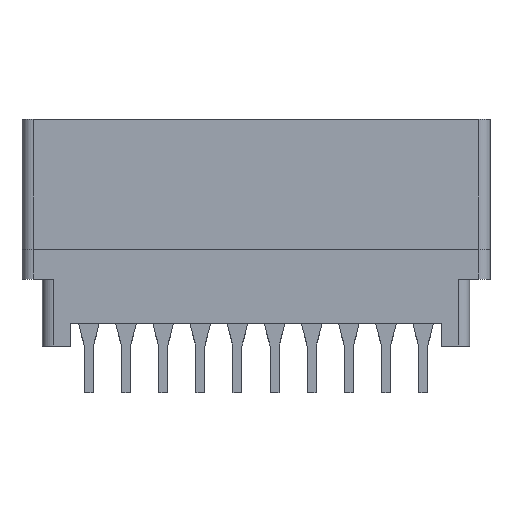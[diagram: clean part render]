
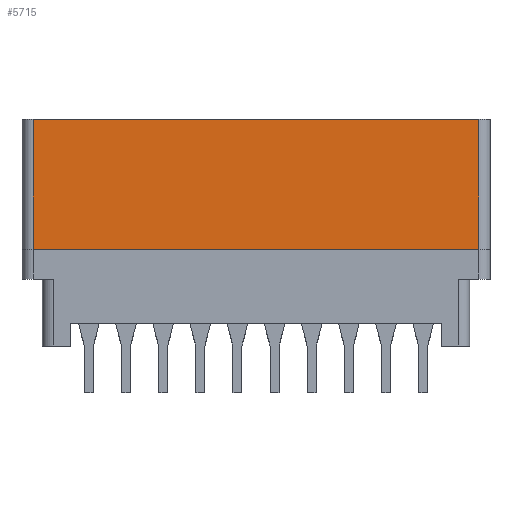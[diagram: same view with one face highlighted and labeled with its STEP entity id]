
A CAD part, top view. The second image highlights one B-rep face of the part: STEP entity #5715.
In plain terms, the highlighted planar face has unit normal (0, 0, 1).
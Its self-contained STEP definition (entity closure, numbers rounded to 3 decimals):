
#35 = CARTESIAN_POINT ( 'NONE',  ( -15.24, 15.494, 4.674 ) ) ;
#133 = LINE ( 'NONE', #2277, #4395 ) ;
#134 = ORIENTED_EDGE ( 'NONE', *, *, #3126, .T. ) ;
#138 = EDGE_CURVE ( 'NONE', #7745, #7389, #7906, .T. ) ;
#330 = CARTESIAN_POINT ( 'NONE',  ( 15.24, 6.604, 4.674 ) ) ;
#491 = DIRECTION ( 'NONE',  ( 0., 1., 0. ) ) ;
#1197 = CARTESIAN_POINT ( 'NONE',  ( 15.24, 15.494, 4.674 ) ) ;
#1416 = VERTEX_POINT ( 'NONE', #7305 ) ;
#1442 = LINE ( 'NONE', #7360, #7514 ) ;
#1741 = AXIS2_PLACEMENT_3D ( 'NONE', #8345, #3234, #6173 ) ;
#1992 = VERTEX_POINT ( 'NONE', #9072 ) ;
#2095 = DIRECTION ( 'NONE',  ( 0., -1., 0. ) ) ;
#2277 = CARTESIAN_POINT ( 'NONE',  ( -16.002, 6.604, 4.674 ) ) ;
#2802 = ORIENTED_EDGE ( 'NONE', *, *, #4528, .T. ) ;
#2984 = VECTOR ( 'NONE', #491, 1000. ) ;
#3042 = PLANE ( 'NONE',  #1741 ) ;
#3126 = EDGE_CURVE ( 'NONE', #7389, #1992, #1442, .T. ) ;
#3234 = DIRECTION ( 'NONE',  ( 0., 0., 1. ) ) ;
#3865 = FACE_OUTER_BOUND ( 'NONE', #8232, .T. ) ;
#4070 = CARTESIAN_POINT ( 'NONE',  ( 15.24, 15.494, 4.674 ) ) ;
#4395 = VECTOR ( 'NONE', #7296, 1000. ) ;
#4528 = EDGE_CURVE ( 'NONE', #1416, #7745, #133, .T. ) ;
#5715 = ADVANCED_FACE ( 'NONE', ( #3865 ), #3042, .T. ) ;
#5764 = LINE ( 'NONE', #35, #5900 ) ;
#5900 = VECTOR ( 'NONE', #2095, 1000. ) ;
#6010 = DIRECTION ( 'NONE',  ( -1., 0., 0. ) ) ;
#6173 = DIRECTION ( 'NONE',  ( 0., -1., 0. ) ) ;
#6408 = ORIENTED_EDGE ( 'NONE', *, *, #8836, .T. ) ;
#7186 = ORIENTED_EDGE ( 'NONE', *, *, #138, .T. ) ;
#7296 = DIRECTION ( 'NONE',  ( 1., 0., 0. ) ) ;
#7305 = CARTESIAN_POINT ( 'NONE',  ( -15.24, 6.604, 4.674 ) ) ;
#7360 = CARTESIAN_POINT ( 'NONE',  ( -16.002, 15.494, 4.674 ) ) ;
#7389 = VERTEX_POINT ( 'NONE', #1197 ) ;
#7514 = VECTOR ( 'NONE', #6010, 1000. ) ;
#7745 = VERTEX_POINT ( 'NONE', #330 ) ;
#7906 = LINE ( 'NONE', #4070, #2984 ) ;
#8232 = EDGE_LOOP ( 'NONE', ( #134, #6408, #2802, #7186 ) ) ;
#8345 = CARTESIAN_POINT ( 'NONE',  ( -16.002, 15.494, 4.674 ) ) ;
#8836 = EDGE_CURVE ( 'NONE', #1992, #1416, #5764, .T. ) ;
#9072 = CARTESIAN_POINT ( 'NONE',  ( -15.24, 15.494, 4.674 ) ) ;
